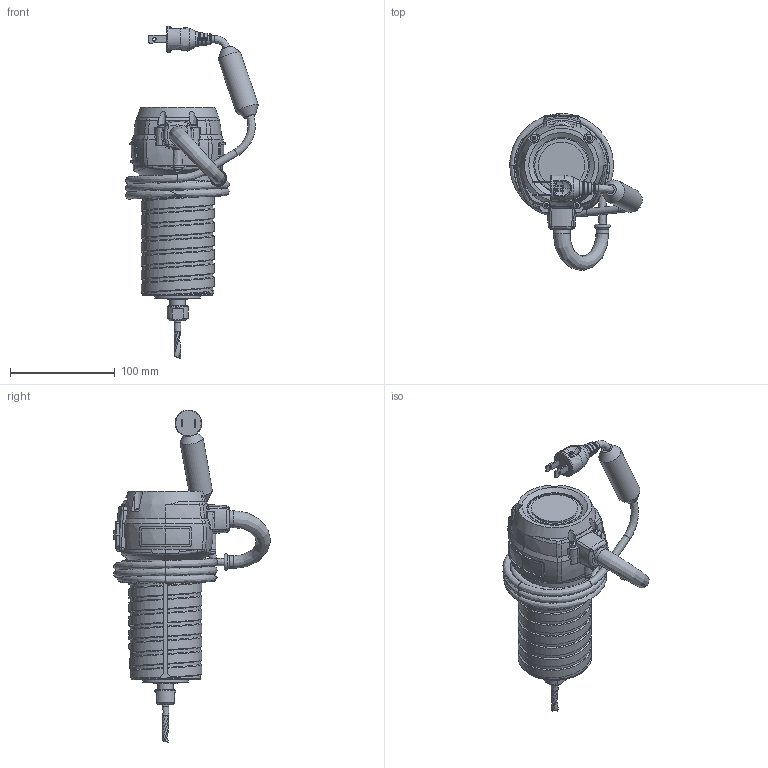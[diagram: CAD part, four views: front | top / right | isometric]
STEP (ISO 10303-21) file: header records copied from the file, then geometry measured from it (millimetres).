
FILE_DESCRIPTION(('FreeCAD Model'),'2;1');
FILE_NAME('Open CASCADE Shape Model','2025-05-07T19:01:13',('FreeCAD'),( 'FreeCAD'),'Open CASCADE STEP processor 7.6','FreeCAD','Unknown');
FILE_SCHEMA(('AUTOMOTIVE_DESIGN { 1 0 10303 214 1 1 1 1 }'));
Products named in the file (1): Open CASCADE STEP translator 7.6 1
Bounding box: 126.31 x 149.46 x 316.43 mm (x, y, z)
Volume: 933253.4 mm3; surface area: 140984.9 mm2
Topology: 23 solids, 23 shells, 938 faces, 2434 edges, 1544 vertices
Faces by surface type: bspline 938
Entity records: 53045 total; most frequent: CARTESIAN_POINT 39241, ORIENTED_EDGE 4820, EDGE_CURVE 2410, B_SPLINE_CURVE_WITH_KNOTS 1628, VERTEX_POINT 1540, FACE_BOUND 998, EDGE_LOOP 998, ADVANCED_FACE 938
